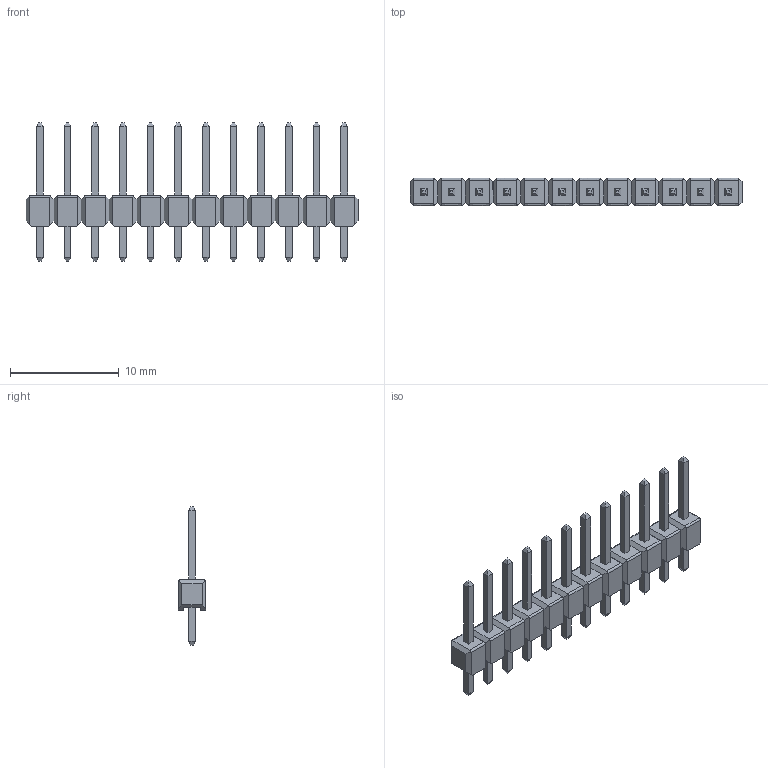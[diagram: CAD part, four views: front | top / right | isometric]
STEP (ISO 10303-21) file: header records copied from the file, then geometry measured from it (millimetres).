
FILE_DESCRIPTION(/* description */ (''),/* implementation_level */ '2;1');
FILE_NAME(/* name */ 'PI9304~1',/* time_stamp */ '2014-06-14T10:02:34+02:00',/* author */ (''),/* organization */ (''),/* preprocessor_version */ 'ST-DEVELOPER v14',/* originating_system */ '',/* authorisation */ '');
FILE_SCHEMA (('AUTOMOTIVE_DESIGN'));
Length unit declared in the file: millimetre
Products named in the file (1): Document
Bounding box: 30.48 x 2.54 x 12.7 mm (x, y, z)
Volume: 58.9 mm3; surface area: 805.6 mm2
Topology: 12 solids, 24 shells, 434 faces, 1135 edges, 729 vertices
Faces by surface type: plane 386, bspline 48
Entity records: 25749 total; most frequent: CARTESIAN_POINT 10149, B_SPLINE_CURVE_WITH_KNOTS 3255, ORIENTED_EDGE 2168, PCURVE 2168, DEFINITIONAL_REPRESENTATION 2168, SURFACE_CURVE 1128, EDGE_CURVE 1128, VERTEX_POINT 720
